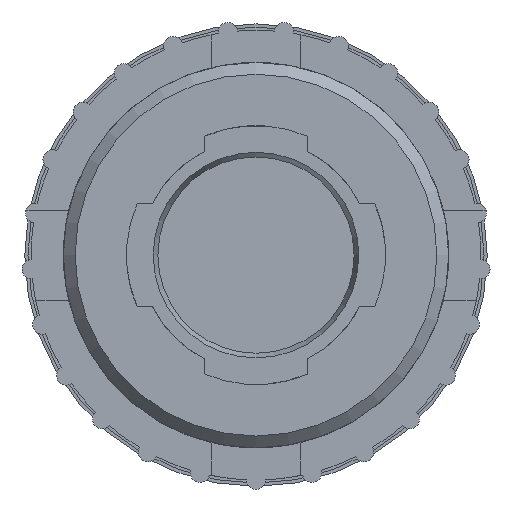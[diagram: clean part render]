
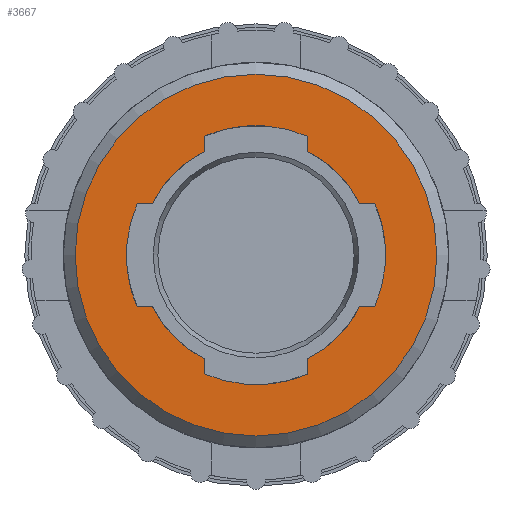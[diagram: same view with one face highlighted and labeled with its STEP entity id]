
A CAD part, front view. The second image highlights one B-rep face of the part: STEP entity #3667.
In plain terms, the highlighted planar face has unit normal (0, -1, 0).
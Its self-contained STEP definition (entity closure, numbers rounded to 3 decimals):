
#150=CIRCLE('',#3845,9.);
#169=CIRCLE('',#3885,14.08);
#483=ORIENTED_EDGE('',*,*,#1188,.T.);
#484=ORIENTED_EDGE('',*,*,#1217,.T.);
#1188=EDGE_CURVE('',#1560,#1560,#150,.T.);
#1217=EDGE_CURVE('',#1585,#1585,#169,.T.);
#1560=VERTEX_POINT('',#5228);
#1585=VERTEX_POINT('',#5303);
#2190=EDGE_LOOP('',(#483));
#2191=EDGE_LOOP('',(#484));
#2372=FACE_BOUND('',#2190,.T.);
#2373=FACE_BOUND('',#2191,.T.);
#2525=PLANE('',#3884);
#3667=ADVANCED_FACE('',(#2372,#2373),#2525,.F.);
#3845=AXIS2_PLACEMENT_3D('',#5227,#4309,#4310);
#3884=AXIS2_PLACEMENT_3D('',#5301,#4397,#4398);
#3885=AXIS2_PLACEMENT_3D('',#5302,#4399,#4400);
#4309=DIRECTION('',(0.,1.,0.));
#4310=DIRECTION('',(0.,0.,1.));
#4397=DIRECTION('',(0.,1.,0.));
#4398=DIRECTION('',(0.,0.,1.));
#4399=DIRECTION('',(0.,-1.,0.));
#4400=DIRECTION('',(0.,0.,-1.));
#5227=CARTESIAN_POINT('',(0.,8.,0.));
#5228=CARTESIAN_POINT('',(0.,8.,9.));
#5301=CARTESIAN_POINT('',(14.08,8.,0.));
#5302=CARTESIAN_POINT('',(0.,8.,0.));
#5303=CARTESIAN_POINT('',(0.,8.,-14.08));
